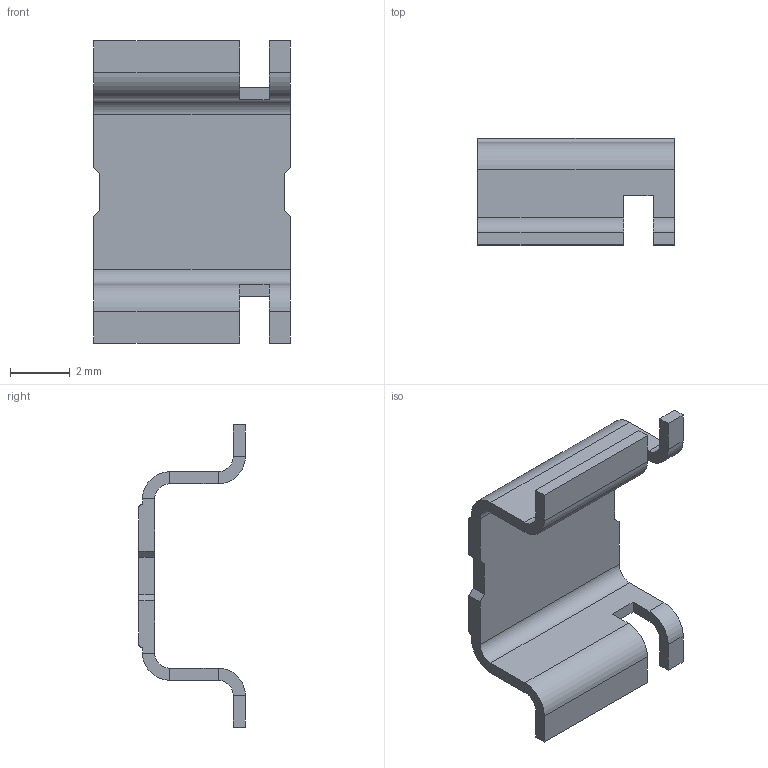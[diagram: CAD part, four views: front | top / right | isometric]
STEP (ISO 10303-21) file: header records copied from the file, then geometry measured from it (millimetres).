
FILE_DESCRIPTION (( 'STEP AP214' ), '1' );
FILE_NAME ('WSL4026.STEP', '2014-03-13T13:59:20', ( '' ), ( '' ), 'SwSTEP 2.0', 'SolidWorks 2012', '' );
FILE_SCHEMA (( 'AUTOMOTIVE_DESIGN' ));
Length unit declared in the file: inch
Products named in the file (1): WSL4026
Bounding box: 6.6 x 3.58 x 10.16 mm (x, y, z)
Volume: 41.7 mm3; surface area: 210.5 mm2
Topology: 1 solids, 1 shells, 76 faces, 174 edges, 100 vertices
Faces by surface type: plane 62, cylinder 14
Entity records: 2102 total; most frequent: DIRECTION 356, CARTESIAN_POINT 351, ORIENTED_EDGE 348, EDGE_CURVE 174, VECTOR 146, LINE 146, AXIS2_PLACEMENT_3D 105, VERTEX_POINT 100
